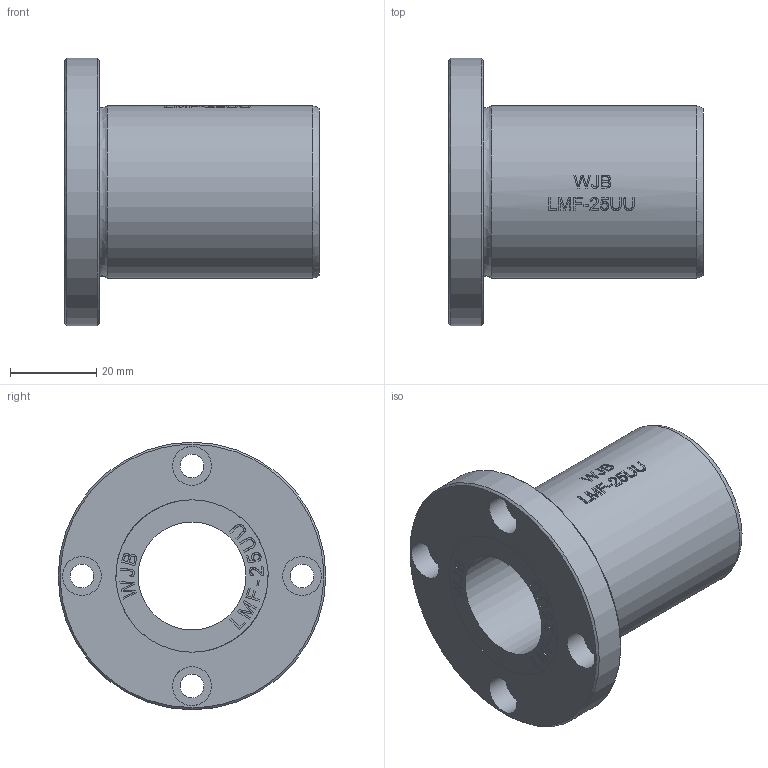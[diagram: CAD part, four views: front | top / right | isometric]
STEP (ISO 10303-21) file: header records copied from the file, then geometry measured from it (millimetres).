
FILE_DESCRIPTION(/* description */ (''),/* implementation_level */ '2;1');
FILE_NAME(/* name */ 'WJB-LMF-25UU-2.stp',/* time_stamp */ '2018-09-06T01:08:02+08:00',/* author */ (''),/* organization */ (''),/* preprocessor_version */ 'ST-DEVELOPER v11',/* originating_system */ 'SIEMENS UGS NX 6.0',/* authorisation */ '');
FILE_SCHEMA (('CONFIG_CONTROL_DESIGN'));
Length unit declared in the file: millimetre
Products named in the file (1): WJB-LMF-25UU
Bounding box: 59 x 62 x 62 mm (x, y, z)
Volume: 57358.6 mm3; surface area: 18186 mm2
Topology: 1 solids, 1 shells, 332 faces, 878 edges, 594 vertices
Faces by surface type: plane 218, extrusion 84, cylinder 26, cone 2, torus 2
Full cylindrical faces by diameter (mm): 5.5 x4, 9 x4, 25 x1, 35.3 x2, 40 x1, 62 x1
Entity records: 13377 total; most frequent: CARTESIAN_POINT 5656, ORIENTED_EDGE 1722, DIRECTION 1179, EDGE_CURVE 861, VERTEX_POINT 594, VECTOR 533, LINE 449, B_SPLINE_CURVE_WITH_KNOTS 422
